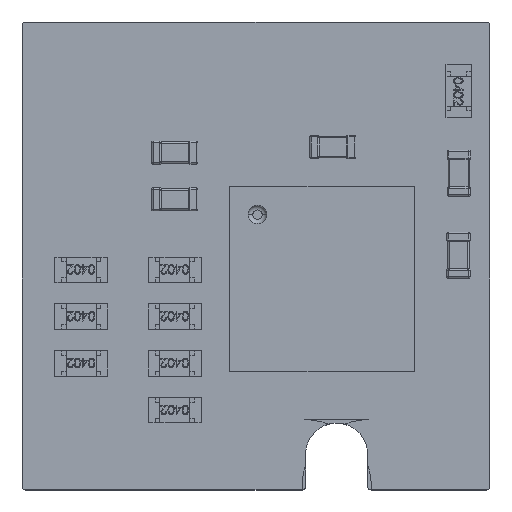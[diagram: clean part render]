
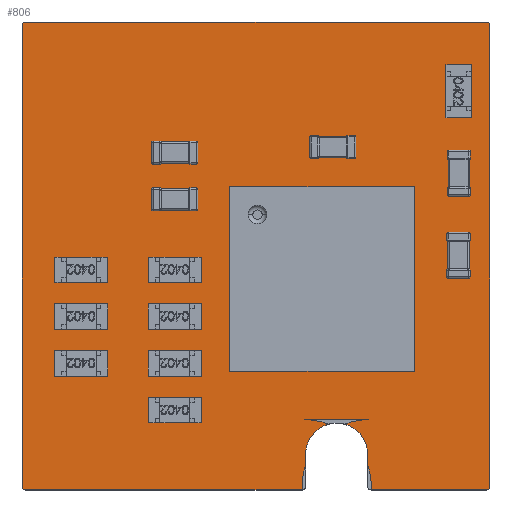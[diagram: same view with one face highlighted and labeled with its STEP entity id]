
A CAD part, top view. The second image highlights one B-rep face of the part: STEP entity #806.
In plain terms, the highlighted planar face has unit normal (0, 0, 1).
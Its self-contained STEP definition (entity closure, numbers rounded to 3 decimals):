
#141 = VERTEX_POINT('',#142);
#142 = CARTESIAN_POINT('',(0.,-0.077,1.02));
#148 = EDGE_CURVE('',#141,#149,#151,.T.);
#149 = VERTEX_POINT('',#150);
#150 = CARTESIAN_POINT('',(-0.077,0.,
    1.02));
#151 = CIRCLE('',#152,0.079);
#152 = AXIS2_PLACEMENT_3D('',#153,#154,#155);
#153 = CARTESIAN_POINT('',(0.002,0.002,
    1.02));
#154 = DIRECTION('',(0.,0.,-1.));
#155 = DIRECTION('',(-0.02,-1.,0.));
#181 = EDGE_CURVE('',#149,#182,#184,.T.);
#182 = VERTEX_POINT('',#183);
#183 = CARTESIAN_POINT('',(-0.077,10.,1.02));
#184 = LINE('',#185,#186);
#185 = CARTESIAN_POINT('',(-0.077,0.,1.02));
#186 = VECTOR('',#187,1.);
#187 = DIRECTION('',(0.,1.,0.));
#212 = EDGE_CURVE('',#182,#213,#215,.T.);
#213 = VERTEX_POINT('',#214);
#214 = CARTESIAN_POINT('',(0.,10.077,1.02
    ));
#215 = CIRCLE('',#216,0.079);
#216 = AXIS2_PLACEMENT_3D('',#217,#218,#219);
#217 = CARTESIAN_POINT('',(0.002,9.998,1.02)
  );
#218 = DIRECTION('',(0.,0.,-1.));
#219 = DIRECTION('',(-1.,0.02,0.));
#245 = EDGE_CURVE('',#213,#246,#248,.T.);
#246 = VERTEX_POINT('',#247);
#247 = CARTESIAN_POINT('',(10.,10.077,1.02));
#248 = LINE('',#249,#250);
#249 = CARTESIAN_POINT('',(0.,10.077,1.02));
#250 = VECTOR('',#251,1.);
#251 = DIRECTION('',(1.,0.,0.));
#276 = EDGE_CURVE('',#246,#277,#279,.T.);
#277 = VERTEX_POINT('',#278);
#278 = CARTESIAN_POINT('',(10.077,10.,1.02));
#279 = CIRCLE('',#280,0.079);
#280 = AXIS2_PLACEMENT_3D('',#281,#282,#283);
#281 = CARTESIAN_POINT('',(9.998,9.998,1.02));
#282 = DIRECTION('',(0.,0.,-1.));
#283 = DIRECTION('',(0.02,1.,0.));
#309 = EDGE_CURVE('',#277,#310,#312,.T.);
#310 = VERTEX_POINT('',#311);
#311 = CARTESIAN_POINT('',(10.077,0.,1.02
    ));
#312 = LINE('',#313,#314);
#313 = CARTESIAN_POINT('',(10.077,10.,1.02));
#314 = VECTOR('',#315,1.);
#315 = DIRECTION('',(0.,-1.,0.));
#340 = EDGE_CURVE('',#310,#341,#343,.T.);
#341 = VERTEX_POINT('',#342);
#342 = CARTESIAN_POINT('',(10.,-0.077,1.02));
#343 = CIRCLE('',#344,0.079);
#344 = AXIS2_PLACEMENT_3D('',#345,#346,#347);
#345 = CARTESIAN_POINT('',(9.998,0.002,1.02)
  );
#346 = DIRECTION('',(0.,0.,-1.));
#347 = DIRECTION('',(1.,-0.02,0.));
#373 = EDGE_CURVE('',#341,#374,#376,.T.);
#374 = VERTEX_POINT('',#375);
#375 = CARTESIAN_POINT('',(7.5,-0.077,1.02));
#376 = LINE('',#377,#378);
#377 = CARTESIAN_POINT('',(10.,-0.077,1.02));
#378 = VECTOR('',#379,1.);
#379 = DIRECTION('',(-1.,0.,0.));
#404 = EDGE_CURVE('',#374,#405,#407,.T.);
#405 = VERTEX_POINT('',#406);
#406 = CARTESIAN_POINT('',(7.498,-0.077,1.02)
  );
#407 = CIRCLE('',#408,0.079);
#408 = AXIS2_PLACEMENT_3D('',#409,#410,#411);
#409 = CARTESIAN_POINT('',(7.502,0.002,1.02));
#410 = DIRECTION('',(0.,0.,-1.));
#411 = DIRECTION('',(-0.02,-1.,0.));
#437 = EDGE_CURVE('',#405,#438,#440,.T.);
#438 = VERTEX_POINT('',#439);
#439 = CARTESIAN_POINT('',(7.423,0.466,1.02));
#440 = CIRCLE('',#441,1.45);
#441 = AXIS2_PLACEMENT_3D('',#442,#443,#444);
#442 = CARTESIAN_POINT('',(6.05,0.,1.02));
#443 = DIRECTION('',(0.,0.,1.));
#444 = DIRECTION('',(0.,-1.,0.));
#470 = EDGE_CURVE('',#438,#471,#473,.T.);
#471 = VERTEX_POINT('',#472);
#472 = CARTESIAN_POINT('',(7.423,0.7,1.02));
#473 = LINE('',#474,#475);
#474 = CARTESIAN_POINT('',(7.423,0.,1.02));
#475 = VECTOR('',#476,1.);
#476 = DIRECTION('',(0.,1.,0.));
#501 = EDGE_CURVE('',#471,#502,#504,.T.);
#502 = VERTEX_POINT('',#503);
#503 = CARTESIAN_POINT('',(6.922,1.351,1.02));
#504 = CIRCLE('',#505,0.673);
#505 = AXIS2_PLACEMENT_3D('',#506,#507,#508);
#506 = CARTESIAN_POINT('',(6.75,0.7,1.02));
#507 = DIRECTION('',(0.,0.,1.));
#508 = DIRECTION('',(1.,0.,0.));
#536 = VERTEX_POINT('',#537);
#537 = CARTESIAN_POINT('',(7.45,1.45,1.02));
#543 = EDGE_CURVE('',#536,#502,#544,.T.);
#544 = CIRCLE('',#545,1.45);
#545 = AXIS2_PLACEMENT_3D('',#546,#547,#548);
#546 = CARTESIAN_POINT('',(7.45,0.,1.02));
#547 = DIRECTION('',(0.,0.,1.));
#548 = DIRECTION('',(0.,1.,0.));
#569 = VERTEX_POINT('',#570);
#570 = CARTESIAN_POINT('',(6.05,1.45,1.02));
#576 = EDGE_CURVE('',#569,#536,#577,.T.);
#577 = LINE('',#578,#579);
#578 = CARTESIAN_POINT('',(6.05,1.45,1.02));
#579 = VECTOR('',#580,1.);
#580 = DIRECTION('',(1.,0.,0.));
#600 = VERTEX_POINT('',#601);
#601 = CARTESIAN_POINT('',(6.578,1.351,1.02));
#607 = EDGE_CURVE('',#600,#569,#608,.T.);
#608 = CIRCLE('',#609,1.45);
#609 = AXIS2_PLACEMENT_3D('',#610,#611,#612);
#610 = CARTESIAN_POINT('',(6.05,0.,1.02));
#611 = DIRECTION('',(0.,0.,1.));
#612 = DIRECTION('',(0.,-1.,0.));
#631 = EDGE_CURVE('',#600,#632,#634,.T.);
#632 = VERTEX_POINT('',#633);
#633 = CARTESIAN_POINT('',(6.077,0.7,1.02));
#634 = CIRCLE('',#635,0.673);
#635 = AXIS2_PLACEMENT_3D('',#636,#637,#638);
#636 = CARTESIAN_POINT('',(6.75,0.7,1.02));
#637 = DIRECTION('',(0.,0.,1.));
#638 = DIRECTION('',(1.,0.,0.));
#664 = EDGE_CURVE('',#632,#665,#667,.T.);
#665 = VERTEX_POINT('',#666);
#666 = CARTESIAN_POINT('',(6.077,0.466,1.02));
#667 = LINE('',#668,#669);
#668 = CARTESIAN_POINT('',(6.077,0.7,1.02));
#669 = VECTOR('',#670,1.);
#670 = DIRECTION('',(0.,-1.,0.));
#695 = EDGE_CURVE('',#665,#696,#698,.T.);
#696 = VERTEX_POINT('',#697);
#697 = CARTESIAN_POINT('',(6.002,-0.077,1.02)
  );
#698 = CIRCLE('',#699,1.45);
#699 = AXIS2_PLACEMENT_3D('',#700,#701,#702);
#700 = CARTESIAN_POINT('',(7.45,0.,1.02));
#701 = DIRECTION('',(0.,0.,1.));
#702 = DIRECTION('',(0.,1.,0.));
#728 = EDGE_CURVE('',#696,#729,#731,.T.);
#729 = VERTEX_POINT('',#730);
#730 = CARTESIAN_POINT('',(6.,-0.077,1.02));
#731 = CIRCLE('',#732,0.079);
#732 = AXIS2_PLACEMENT_3D('',#733,#734,#735);
#733 = CARTESIAN_POINT('',(5.998,0.002,1.02));
#734 = DIRECTION('',(0.,0.,-1.));
#735 = DIRECTION('',(1.,-0.02,0.));
#761 = EDGE_CURVE('',#729,#141,#762,.T.);
#762 = LINE('',#763,#764);
#763 = CARTESIAN_POINT('',(6.,-0.077,1.02));
#764 = VECTOR('',#765,1.);
#765 = DIRECTION('',(-1.,0.,0.));
#806 = ADVANCED_FACE('',(#807),#829,.T.);
#807 = FACE_BOUND('',#808,.T.);
#808 = EDGE_LOOP('',(#809,#810,#811,#812,#813,#814,#815,#816,#817,#818,
    #819,#820,#821,#822,#823,#824,#825,#826,#827,#828));
#809 = ORIENTED_EDGE('',*,*,#148,.F.);
#810 = ORIENTED_EDGE('',*,*,#761,.F.);
#811 = ORIENTED_EDGE('',*,*,#728,.F.);
#812 = ORIENTED_EDGE('',*,*,#695,.F.);
#813 = ORIENTED_EDGE('',*,*,#664,.F.);
#814 = ORIENTED_EDGE('',*,*,#631,.F.);
#815 = ORIENTED_EDGE('',*,*,#607,.T.);
#816 = ORIENTED_EDGE('',*,*,#576,.T.);
#817 = ORIENTED_EDGE('',*,*,#543,.T.);
#818 = ORIENTED_EDGE('',*,*,#501,.F.);
#819 = ORIENTED_EDGE('',*,*,#470,.F.);
#820 = ORIENTED_EDGE('',*,*,#437,.F.);
#821 = ORIENTED_EDGE('',*,*,#404,.F.);
#822 = ORIENTED_EDGE('',*,*,#373,.F.);
#823 = ORIENTED_EDGE('',*,*,#340,.F.);
#824 = ORIENTED_EDGE('',*,*,#309,.F.);
#825 = ORIENTED_EDGE('',*,*,#276,.F.);
#826 = ORIENTED_EDGE('',*,*,#245,.F.);
#827 = ORIENTED_EDGE('',*,*,#212,.F.);
#828 = ORIENTED_EDGE('',*,*,#181,.F.);
#829 = PLANE('',#830);
#830 = AXIS2_PLACEMENT_3D('',#831,#832,#833);
#831 = CARTESIAN_POINT('',(0.,-0.077,1.02));
#832 = DIRECTION('',(0.,0.,1.));
#833 = DIRECTION('',(1.,0.,0.));
